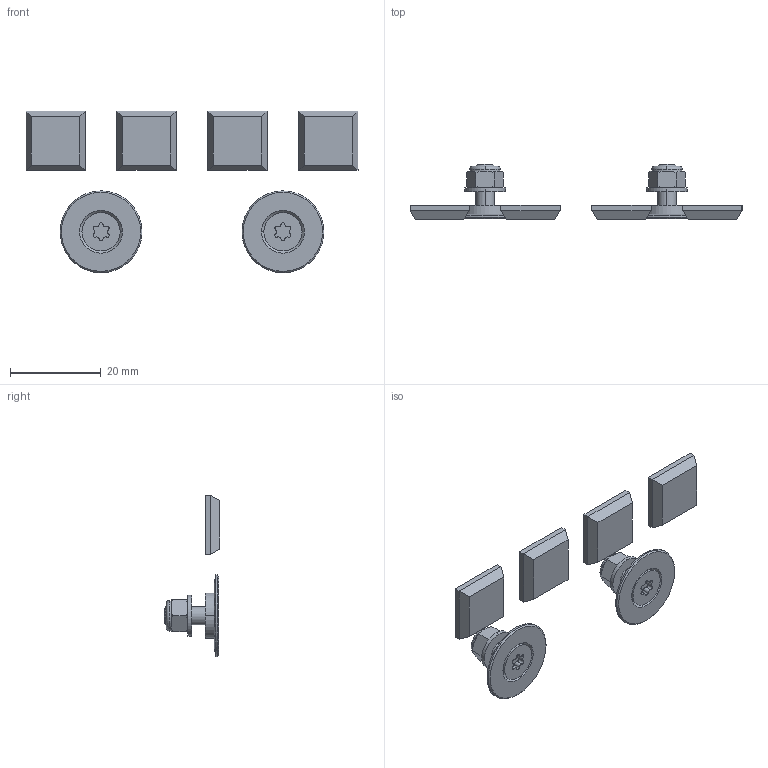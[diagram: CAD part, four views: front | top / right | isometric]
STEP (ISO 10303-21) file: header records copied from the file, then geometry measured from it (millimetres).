
FILE_DESCRIPTION (( 'STEP AP214' ), '1' );
FILE_NAME ('INGUN_116150.STEP', '2024-06-10T13:04:56', ( '' ), ( '' ), 'SwSTEP 2.0', 'SolidWorks 2021', '' );
FILE_SCHEMA (( 'AUTOMOTIVE_DESIGN' ));
Length unit declared in the file: millimetre
Products named in the file (7): 113623~0_S; DIN7991~n_M04,0x012; DIN125~n_04,3 M04,0; INGUN_116150; 2719~1_einzeln<Standard>; DIN985-A2~n_M04,0; 116132~0_S
Assembly tree (13 placements, depth 3):
  INGUN_116150
    116132~0_S  x2
    DIN7991~n_M04,0x012  x2
    DIN985-A2~n_M04,0  x2
    DIN125~n_04,3 M04,0  x2
    113623~0_S  x4
      2719~1_einzeln<Standard>
Bounding box: 73 x 12.2 x 35.5 mm (x, y, z)
Volume: 3250.2 mm3; surface area: 4275.9 mm2
Topology: 12 solids, 12 shells, 192 faces, 442 edges, 280 vertices
Faces by surface type: plane 74, cylinder 70, cone 44, torus 4
Entity records: 2894 total; most frequent: CARTESIAN_POINT 552, DIRECTION 477, ORIENTED_EDGE 402, EDGE_CURVE 201, AXIS2_PLACEMENT_3D 197, VERTEX_POINT 128, EDGE_LOOP 95, CIRCLE 94
